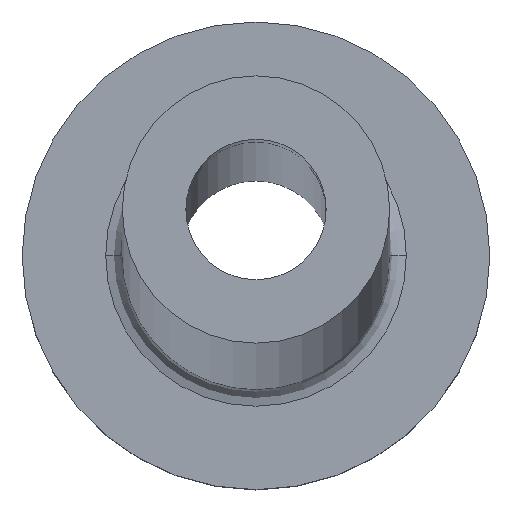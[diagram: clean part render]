
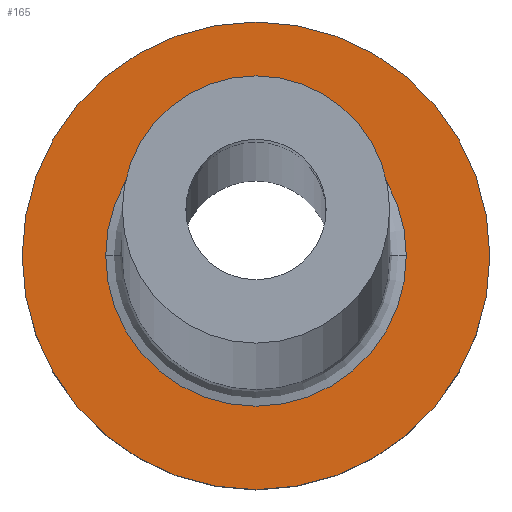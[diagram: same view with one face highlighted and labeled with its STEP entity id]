
A CAD part, top view. The second image highlights one B-rep face of the part: STEP entity #165.
In plain terms, the highlighted planar face has unit normal (0, 0, 1).
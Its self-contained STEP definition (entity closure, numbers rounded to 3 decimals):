
#19 = ORIENTED_EDGE ( 'NONE', *, *, #191, .T. ) ;
#23 = DIRECTION ( 'NONE',  ( 0., 0., -1. ) ) ;
#26 = CARTESIAN_POINT ( 'NONE',  ( -7., 0., 5. ) ) ;
#50 = AXIS2_PLACEMENT_3D ( 'NONE', #356, #79, #252 ) ;
#52 = DIRECTION ( 'NONE',  ( 0., 0., 1. ) ) ;
#54 = AXIS2_PLACEMENT_3D ( 'NONE', #248, #184, #389 ) ;
#70 = DIRECTION ( 'NONE',  ( 0., 0., 1. ) ) ;
#74 = VERTEX_POINT ( 'NONE', #186 ) ;
#79 = DIRECTION ( 'NONE',  ( 0., 0., 1. ) ) ;
#95 = EDGE_LOOP ( 'NONE', ( #294, #19 ) ) ;
#103 = AXIS2_PLACEMENT_3D ( 'NONE', #135, #23, #422 ) ;
#107 = ORIENTED_EDGE ( 'NONE', *, *, #114, .T. ) ;
#114 = EDGE_CURVE ( 'NONE', #438, #74, #167, .T. ) ;
#117 = AXIS2_PLACEMENT_3D ( 'NONE', #128, #52, #446 ) ;
#128 = CARTESIAN_POINT ( 'NONE',  ( 0., 0., 5. ) ) ;
#135 = CARTESIAN_POINT ( 'NONE',  ( 0., 0., 5. ) ) ;
#148 = VERTEX_POINT ( 'NONE', #428 ) ;
#165 = ADVANCED_FACE ( 'NONE', ( #396, #220 ), #314, .T. ) ;
#167 = CIRCLE ( 'NONE', #50, 7. ) ;
#184 = DIRECTION ( 'NONE',  ( 0., 0., -1. ) ) ;
#186 = CARTESIAN_POINT ( 'NONE',  ( 7., 0., 5. ) ) ;
#191 = EDGE_CURVE ( 'NONE', #148, #359, #452, .T. ) ;
#220 = FACE_OUTER_BOUND ( 'NONE', #258, .T. ) ;
#248 = CARTESIAN_POINT ( 'NONE',  ( 0., 0., 5. ) ) ;
#252 = DIRECTION ( 'NONE',  ( 1., 0., 0. ) ) ;
#258 = EDGE_LOOP ( 'NONE', ( #107, #286 ) ) ;
#286 = ORIENTED_EDGE ( 'NONE', *, *, #324, .T. ) ;
#294 = ORIENTED_EDGE ( 'NONE', *, *, #431, .T. ) ;
#297 = CARTESIAN_POINT ( 'NONE',  ( 4.5, 0., 5. ) ) ;
#314 = PLANE ( 'NONE',  #399 ) ;
#316 = CARTESIAN_POINT ( 'NONE',  ( 0., 0., 5. ) ) ;
#324 = EDGE_CURVE ( 'NONE', #74, #438, #442, .T. ) ;
#328 = DIRECTION ( 'NONE',  ( 1., 0., 0. ) ) ;
#356 = CARTESIAN_POINT ( 'NONE',  ( 0., 0., 5. ) ) ;
#359 = VERTEX_POINT ( 'NONE', #297 ) ;
#384 = CIRCLE ( 'NONE', #103, 4.5 ) ;
#389 = DIRECTION ( 'NONE',  ( 1., 0., 0. ) ) ;
#396 = FACE_BOUND ( 'NONE', #95, .T. ) ;
#399 = AXIS2_PLACEMENT_3D ( 'NONE', #316, #70, #328 ) ;
#422 = DIRECTION ( 'NONE',  ( 1., 0., 0. ) ) ;
#428 = CARTESIAN_POINT ( 'NONE',  ( -4.5, 0., 5. ) ) ;
#431 = EDGE_CURVE ( 'NONE', #359, #148, #384, .T. ) ;
#438 = VERTEX_POINT ( 'NONE', #26 ) ;
#442 = CIRCLE ( 'NONE', #117, 7. ) ;
#446 = DIRECTION ( 'NONE',  ( 1., 0., 0. ) ) ;
#452 = CIRCLE ( 'NONE', #54, 4.5 ) ;
